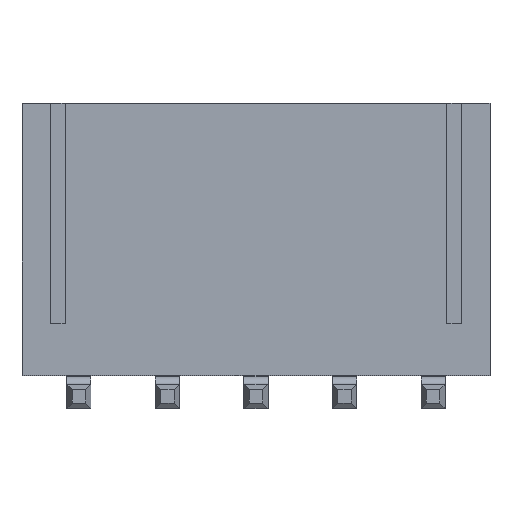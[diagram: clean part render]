
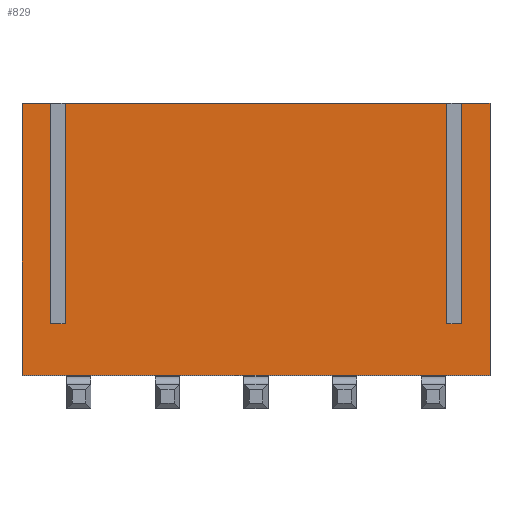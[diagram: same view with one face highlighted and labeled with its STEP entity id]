
A CAD part, top view. The second image highlights one B-rep face of the part: STEP entity #829.
In plain terms, the highlighted planar face has unit normal (0, 0, 1).
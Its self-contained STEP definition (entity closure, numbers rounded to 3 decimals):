
#45=CARTESIAN_POINT('',(22.2,0.,-0.5));
#46=VERTEX_POINT('',#45);
#53=CARTESIAN_POINT('',(0.,0.,-0.5));
#54=VERTEX_POINT('',#53);
#55=CARTESIAN_POINT('',(22.2,0.,-0.5));
#56=DIRECTION('',(-1.,0.,0.));
#57=VECTOR('',#56,22.2);
#58=LINE('',#55,#57);
#59=EDGE_CURVE('',#46,#54,#58,.T.);
#245=CARTESIAN_POINT('',(0.,12.9,-0.5));
#246=VERTEX_POINT('',#245);
#247=CARTESIAN_POINT('',(0.,0.,-0.5));
#248=DIRECTION('',(0.,1.,0.));
#249=VECTOR('',#248,12.9);
#250=LINE('',#247,#249);
#251=EDGE_CURVE('',#54,#246,#250,.T.);
#509=CARTESIAN_POINT('',(1.35,12.9,-0.5));
#510=VERTEX_POINT('',#509);
#511=CARTESIAN_POINT('',(0.,12.9,-0.5));
#512=DIRECTION('',(1.,0.,0.));
#513=VECTOR('',#512,1.35);
#514=LINE('',#511,#513);
#515=EDGE_CURVE('',#246,#510,#514,.T.);
#533=CARTESIAN_POINT('',(2.05,12.9,-0.5));
#534=VERTEX_POINT('',#533);
#541=CARTESIAN_POINT('',(20.15,12.9,-0.5));
#542=VERTEX_POINT('',#541);
#543=CARTESIAN_POINT('',(2.05,12.9,-0.5));
#544=DIRECTION('',(1.,0.,0.));
#545=VECTOR('',#544,18.1);
#546=LINE('',#543,#545);
#547=EDGE_CURVE('',#534,#542,#546,.T.);
#565=CARTESIAN_POINT('',(20.85,12.9,-0.5));
#566=VERTEX_POINT('',#565);
#573=CARTESIAN_POINT('',(22.2,12.9,-0.5));
#574=VERTEX_POINT('',#573);
#575=CARTESIAN_POINT('',(20.85,12.9,-0.5));
#576=DIRECTION('',(1.,0.,0.));
#577=VECTOR('',#576,1.35);
#578=LINE('',#575,#577);
#579=EDGE_CURVE('',#566,#574,#578,.T.);
#762=CARTESIAN_POINT('',(22.2,12.9,-0.5));
#763=DIRECTION('',(0.,-1.,0.));
#764=VECTOR('',#763,12.9);
#765=LINE('',#762,#764);
#766=EDGE_CURVE('',#574,#46,#765,.T.);
#772=CARTESIAN_POINT('',(0.,0.,-0.5));
#773=DIRECTION('',(1.,0.,0.));
#774=DIRECTION('',(0.,0.,1.));
#775=AXIS2_PLACEMENT_3D('',#772,#774,#773);
#776=PLANE('',#775);
#777=CARTESIAN_POINT('',(1.35,2.45,-0.5));
#778=VERTEX_POINT('',#777);
#779=CARTESIAN_POINT('',(1.35,2.45,-0.5));
#780=DIRECTION('',(0.,1.,0.));
#781=VECTOR('',#780,10.45);
#782=LINE('',#779,#781);
#783=EDGE_CURVE('',#778,#510,#782,.T.);
#784=ORIENTED_EDGE('',*,*,#783,.T.);
#785=ORIENTED_EDGE('',*,*,#515,.F.);
#786=ORIENTED_EDGE('',*,*,#251,.F.);
#787=ORIENTED_EDGE('',*,*,#59,.F.);
#788=ORIENTED_EDGE('',*,*,#766,.F.);
#789=ORIENTED_EDGE('',*,*,#579,.F.);
#790=CARTESIAN_POINT('',(20.85,2.45,-0.5));
#791=VERTEX_POINT('',#790);
#792=CARTESIAN_POINT('',(20.85,12.9,-0.5));
#793=DIRECTION('',(0.,-1.,0.));
#794=VECTOR('',#793,10.45);
#795=LINE('',#792,#794);
#796=EDGE_CURVE('',#566,#791,#795,.T.);
#797=ORIENTED_EDGE('',*,*,#796,.T.);
#798=CARTESIAN_POINT('',(20.15,2.45,-0.5));
#799=VERTEX_POINT('',#798);
#800=CARTESIAN_POINT('',(20.85,2.45,-0.5));
#801=DIRECTION('',(-1.,0.,0.));
#802=VECTOR('',#801,0.7);
#803=LINE('',#800,#802);
#804=EDGE_CURVE('',#791,#799,#803,.T.);
#805=ORIENTED_EDGE('',*,*,#804,.T.);
#806=CARTESIAN_POINT('',(20.15,2.45,-0.5));
#807=DIRECTION('',(0.,1.,0.));
#808=VECTOR('',#807,10.45);
#809=LINE('',#806,#808);
#810=EDGE_CURVE('',#799,#542,#809,.T.);
#811=ORIENTED_EDGE('',*,*,#810,.T.);
#812=ORIENTED_EDGE('',*,*,#547,.F.);
#813=CARTESIAN_POINT('',(2.05,2.45,-0.5));
#814=VERTEX_POINT('',#813);
#815=CARTESIAN_POINT('',(2.05,12.9,-0.5));
#816=DIRECTION('',(0.,-1.,0.));
#817=VECTOR('',#816,10.45);
#818=LINE('',#815,#817);
#819=EDGE_CURVE('',#534,#814,#818,.T.);
#820=ORIENTED_EDGE('',*,*,#819,.T.);
#821=CARTESIAN_POINT('',(2.05,2.45,-0.5));
#822=DIRECTION('',(-1.,0.,0.));
#823=VECTOR('',#822,0.7);
#824=LINE('',#821,#823);
#825=EDGE_CURVE('',#814,#778,#824,.T.);
#826=ORIENTED_EDGE('',*,*,#825,.T.);
#827=EDGE_LOOP('',(#784,#785,#786,#787,#788,#789,#797,#805,#811,#812,#820,#826));
#828=FACE_OUTER_BOUND('',#827,.T.);
#829=ADVANCED_FACE('',(#828),#776,.T.);
